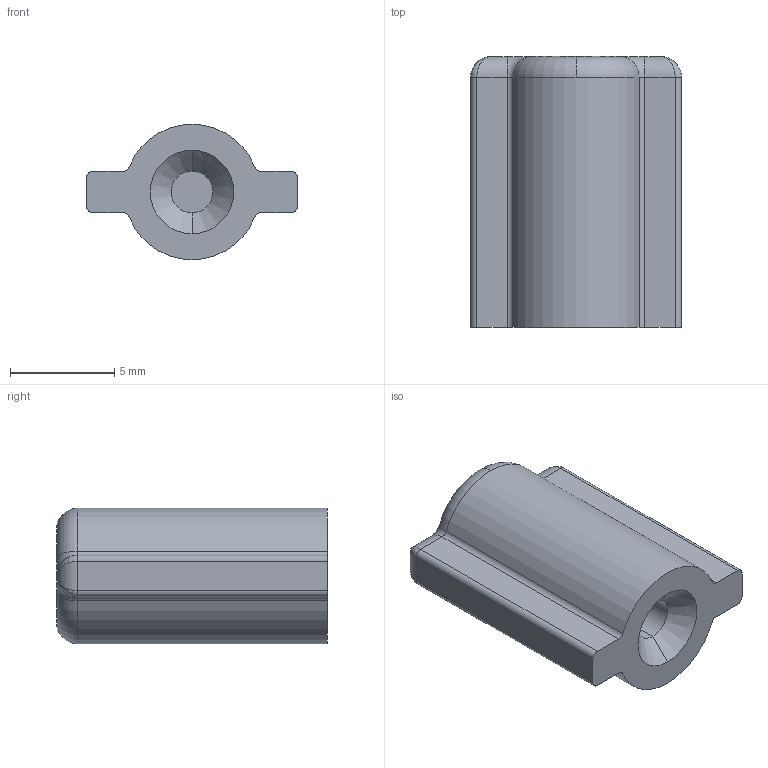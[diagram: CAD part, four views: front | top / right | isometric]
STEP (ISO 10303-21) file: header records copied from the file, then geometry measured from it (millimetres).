
FILE_DESCRIPTION (( 'STEP AP214' ), '1' );
FILE_NAME ('91214154756562905026.STEP', '2026-01-23T06:08:57', ( '' ), ( '' ), 'SwSTEP 2.0', 'SolidWorks 2025', '' );
FILE_SCHEMA (( 'AUTOMOTIVE_DESIGN' ));
Length unit declared in the file: millimetre
Products named in the file (1): 91214154756562905026
Bounding box: 10.12 x 13 x 6.5 mm (x, y, z)
Volume: 483.2 mm3; surface area: 492.9 mm2
Topology: 1 solids, 1 shells, 41 faces, 92 edges, 50 vertices
Faces by surface type: cylinder 19, plane 9, torus 7, bspline 4, cone 2
Entity records: 1198 total; most frequent: CARTESIAN_POINT 296, DIRECTION 201, ORIENTED_EDGE 176, EDGE_CURVE 88, AXIS2_PLACEMENT_3D 83, VERTEX_POINT 50, CIRCLE 45, EDGE_LOOP 42
